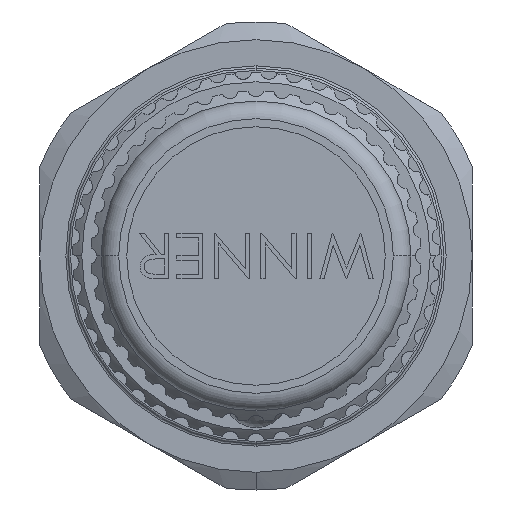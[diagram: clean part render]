
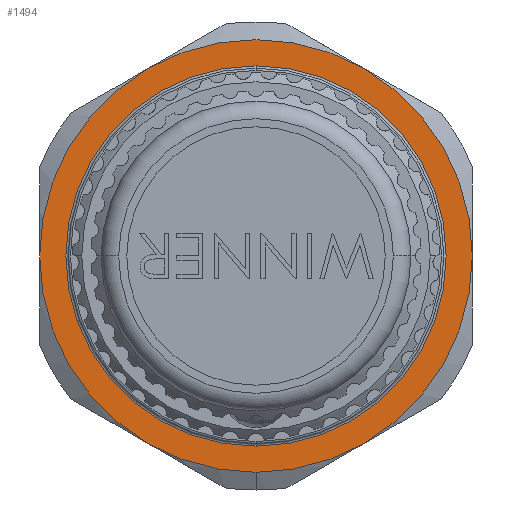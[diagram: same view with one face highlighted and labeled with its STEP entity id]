
A CAD part, left-side view. The second image highlights one B-rep face of the part: STEP entity #1494.
In plain terms, the highlighted planar face has unit normal (-1, 0, 0).
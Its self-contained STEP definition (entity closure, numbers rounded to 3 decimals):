
#504 = DIRECTION ( 'NONE',  ( 0., 0., 1. ) ) ;
#537 = DIRECTION ( 'NONE',  ( -1., 0., 0. ) ) ;
#777 = CIRCLE ( 'NONE', #24150, 19. ) ;
#1494 = ADVANCED_FACE ( 'NONE', ( #5395, #13093 ), #26018, .T. ) ;
#1742 = VERTEX_POINT ( 'NONE', #18161 ) ;
#2037 = ORIENTED_EDGE ( 'NONE', *, *, #26814, .T. ) ;
#2136 = EDGE_CURVE ( 'NONE', #13456, #6452, #10731, .T. ) ;
#2391 = DIRECTION ( 'NONE',  ( 0., 0., 1. ) ) ;
#2532 = DIRECTION ( 'NONE',  ( -1., 0., 0. ) ) ;
#3015 = DIRECTION ( 'NONE',  ( -1., 0., 0. ) ) ;
#4737 = ORIENTED_EDGE ( 'NONE', *, *, #25323, .T. ) ;
#4917 = CIRCLE ( 'NONE', #13748, 19. ) ;
#5356 = CIRCLE ( 'NONE', #10734, 19. ) ;
#5395 = FACE_BOUND ( 'NONE', #20303, .T. ) ;
#6452 = VERTEX_POINT ( 'NONE', #16680 ) ;
#6964 = CARTESIAN_POINT ( 'NONE',  ( -75.168, 0., 0. ) ) ;
#7109 = DIRECTION ( 'NONE',  ( -1., 0., 0. ) ) ;
#7241 = DIRECTION ( 'NONE',  ( -1., 0., 0. ) ) ;
#7347 = VERTEX_POINT ( 'NONE', #15649 ) ;
#7791 = CARTESIAN_POINT ( 'NONE',  ( -75.168, 0., 0. ) ) ;
#8130 = EDGE_CURVE ( 'NONE', #10429, #19797, #13591, .T. ) ;
#8393 = VERTEX_POINT ( 'NONE', #25454 ) ;
#8438 = CIRCLE ( 'NONE', #25579, 19. ) ;
#9097 = CARTESIAN_POINT ( 'NONE',  ( -75.168, 0., 0. ) ) ;
#9234 = DIRECTION ( 'NONE',  ( 0., 0., 1. ) ) ;
#9523 = CARTESIAN_POINT ( 'NONE',  ( -75.168, 0., -19. ) ) ;
#10032 = CIRCLE ( 'NONE', #11565, 16.7 ) ;
#10423 = CIRCLE ( 'NONE', #23637, 19. ) ;
#10429 = VERTEX_POINT ( 'NONE', #22606 ) ;
#10731 = CIRCLE ( 'NONE', #14666, 16.7 ) ;
#10734 = AXIS2_PLACEMENT_3D ( 'NONE', #7791, #27080, #22785 ) ;
#10879 = AXIS2_PLACEMENT_3D ( 'NONE', #13190, #2532, #17514 ) ;
#11565 = AXIS2_PLACEMENT_3D ( 'NONE', #15091, #15196, #21530 ) ;
#11627 = CARTESIAN_POINT ( 'NONE',  ( -75.168, -9.5, 16.454 ) ) ;
#11724 = EDGE_CURVE ( 'NONE', #21952, #1742, #4917, .T. ) ;
#12714 = ORIENTED_EDGE ( 'NONE', *, *, #13712, .T. ) ;
#13093 = FACE_OUTER_BOUND ( 'NONE', #24833, .T. ) ;
#13190 = CARTESIAN_POINT ( 'NONE',  ( -75.168, 0., 21.939 ) ) ;
#13456 = VERTEX_POINT ( 'NONE', #16676 ) ;
#13496 = CARTESIAN_POINT ( 'NONE',  ( -75.168, 0., 0. ) ) ;
#13591 = CIRCLE ( 'NONE', #18694, 19. ) ;
#13712 = EDGE_CURVE ( 'NONE', #7347, #15171, #10423, .T. ) ;
#13748 = AXIS2_PLACEMENT_3D ( 'NONE', #22089, #7109, #9234 ) ;
#14666 = AXIS2_PLACEMENT_3D ( 'NONE', #23733, #21761, #2391 ) ;
#15091 = CARTESIAN_POINT ( 'NONE',  ( -75.168, 0., 0. ) ) ;
#15128 = DIRECTION ( 'NONE',  ( -1., 0., 0. ) ) ;
#15171 = VERTEX_POINT ( 'NONE', #23265 ) ;
#15196 = DIRECTION ( 'NONE',  ( 1., 0., 0. ) ) ;
#15243 = ORIENTED_EDGE ( 'NONE', *, *, #26411, .T. ) ;
#15556 = EDGE_CURVE ( 'NONE', #15171, #21952, #5356, .T. ) ;
#15649 = CARTESIAN_POINT ( 'NONE',  ( -75.168, -9.5, -16.454 ) ) ;
#16676 = CARTESIAN_POINT ( 'NONE',  ( -75.168, 0., -16.7 ) ) ;
#16680 = CARTESIAN_POINT ( 'NONE',  ( -75.168, 0., 16.7 ) ) ;
#17514 = DIRECTION ( 'NONE',  ( 0., 0., 1. ) ) ;
#18161 = CARTESIAN_POINT ( 'NONE',  ( -75.168, 9.5, 16.454 ) ) ;
#18303 = DIRECTION ( 'NONE',  ( 0., 0., 1. ) ) ;
#18694 = AXIS2_PLACEMENT_3D ( 'NONE', #20552, #3015, #18303 ) ;
#18810 = ORIENTED_EDGE ( 'NONE', *, *, #15556, .T. ) ;
#19797 = VERTEX_POINT ( 'NONE', #9523 ) ;
#20053 = ORIENTED_EDGE ( 'NONE', *, *, #24110, .T. ) ;
#20303 = EDGE_LOOP ( 'NONE', ( #20053, #26801 ) ) ;
#20552 = CARTESIAN_POINT ( 'NONE',  ( -75.168, 0., 0. ) ) ;
#21086 = AXIS2_PLACEMENT_3D ( 'NONE', #9097, #15128, #504 ) ;
#21530 = DIRECTION ( 'NONE',  ( 0., 0., 1. ) ) ;
#21761 = DIRECTION ( 'NONE',  ( 1., 0., 0. ) ) ;
#21777 = CARTESIAN_POINT ( 'NONE',  ( -75.168, 0., 0. ) ) ;
#21952 = VERTEX_POINT ( 'NONE', #11627 ) ;
#21978 = DIRECTION ( 'NONE',  ( 0., 0., 1. ) ) ;
#22089 = CARTESIAN_POINT ( 'NONE',  ( -75.168, 0., 0. ) ) ;
#22606 = CARTESIAN_POINT ( 'NONE',  ( -75.168, 9.5, -16.454 ) ) ;
#22785 = DIRECTION ( 'NONE',  ( 0., 0., 1. ) ) ;
#23265 = CARTESIAN_POINT ( 'NONE',  ( -75.168, -19., 0. ) ) ;
#23637 = AXIS2_PLACEMENT_3D ( 'NONE', #21777, #537, #21978 ) ;
#23704 = CIRCLE ( 'NONE', #21086, 19. ) ;
#23733 = CARTESIAN_POINT ( 'NONE',  ( -75.168, 0., 0. ) ) ;
#24110 = EDGE_CURVE ( 'NONE', #6452, #13456, #10032, .T. ) ;
#24150 = AXIS2_PLACEMENT_3D ( 'NONE', #6964, #26428, #26524 ) ;
#24361 = DIRECTION ( 'NONE',  ( 0., 0., 1. ) ) ;
#24833 = EDGE_LOOP ( 'NONE', ( #18810, #26177, #4737, #15243, #25598, #2037, #12714 ) ) ;
#25323 = EDGE_CURVE ( 'NONE', #1742, #8393, #23704, .T. ) ;
#25454 = CARTESIAN_POINT ( 'NONE',  ( -75.168, 19., 0. ) ) ;
#25579 = AXIS2_PLACEMENT_3D ( 'NONE', #13496, #7241, #24361 ) ;
#25598 = ORIENTED_EDGE ( 'NONE', *, *, #8130, .T. ) ;
#26018 = PLANE ( 'NONE',  #10879 ) ;
#26177 = ORIENTED_EDGE ( 'NONE', *, *, #11724, .T. ) ;
#26411 = EDGE_CURVE ( 'NONE', #8393, #10429, #777, .T. ) ;
#26428 = DIRECTION ( 'NONE',  ( -1., 0., 0. ) ) ;
#26524 = DIRECTION ( 'NONE',  ( 0., 0., 1. ) ) ;
#26801 = ORIENTED_EDGE ( 'NONE', *, *, #2136, .T. ) ;
#26814 = EDGE_CURVE ( 'NONE', #19797, #7347, #8438, .T. ) ;
#27080 = DIRECTION ( 'NONE',  ( -1., 0., 0. ) ) ;
